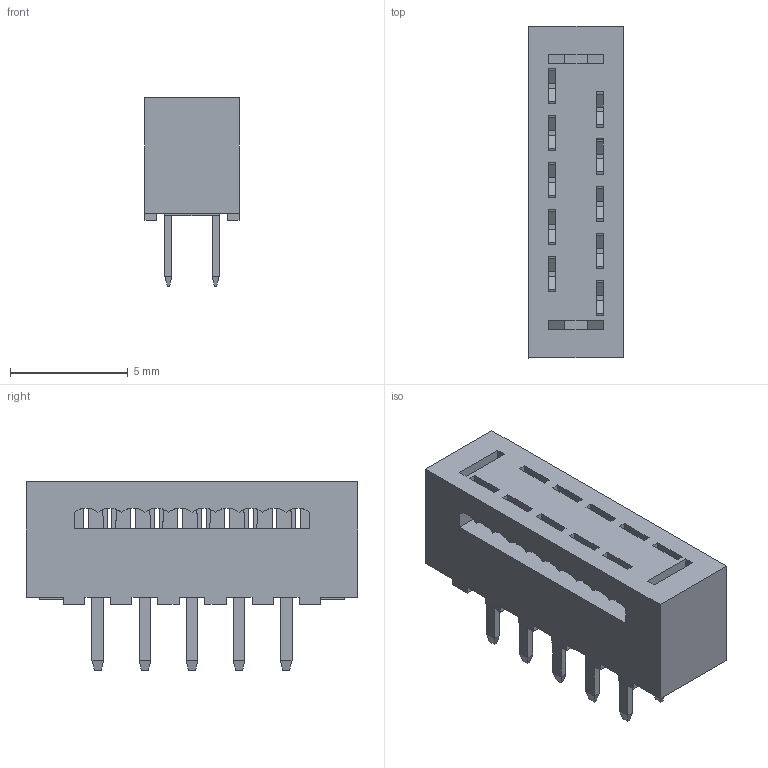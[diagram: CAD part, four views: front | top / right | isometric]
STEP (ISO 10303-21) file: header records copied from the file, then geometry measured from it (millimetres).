
FILE_DESCRIPTION(/* description */ ('Unknown'),/* implementation_level */ '2;1');
FILE_NAME(/* name */ 'J_Wurth_WR-BHD_62501022323',/* time_stamp */ '2025-05-19T15:30:37+08:00',/* author */ ('Unknown'),/* organization */ ('Unknown'),/* preprocessor_version */ 'ST-DEVELOPER v19.4',/* originating_system */ 'Solid Edge',/* authorisation */ 'Unknown');
FILE_SCHEMA (('AUTOMOTIVE_DESIGN {1 0 10303 214 3 1 1}'));
Length unit declared in the file: millimetre
Products named in the file (2): J_Wurth_WR-BHD_62501022323
Assembly tree (1 placements, depth 2):
  J_Wurth_WR-BHD_62501022323
    J_Wurth_WR-BHD_62501022323
Bounding box: 4 x 14.1 x 8 mm (x, y, z)
Volume: 237.1 mm3; surface area: 580.3 mm2
Topology: 1 solids, 1 shells, 355 faces, 1120 edges, 713 vertices
Faces by surface type: plane 335, cylinder 20
Entity records: 14864 total; most frequent: ORIENTED_EDGE 2240, CARTESIAN_POINT 2190, DIRECTION 1967, EDGE_CURVE 1120, LINE 987, VECTOR 987, VERTEX_POINT 713, AXIS2_PLACEMENT_3D 490
